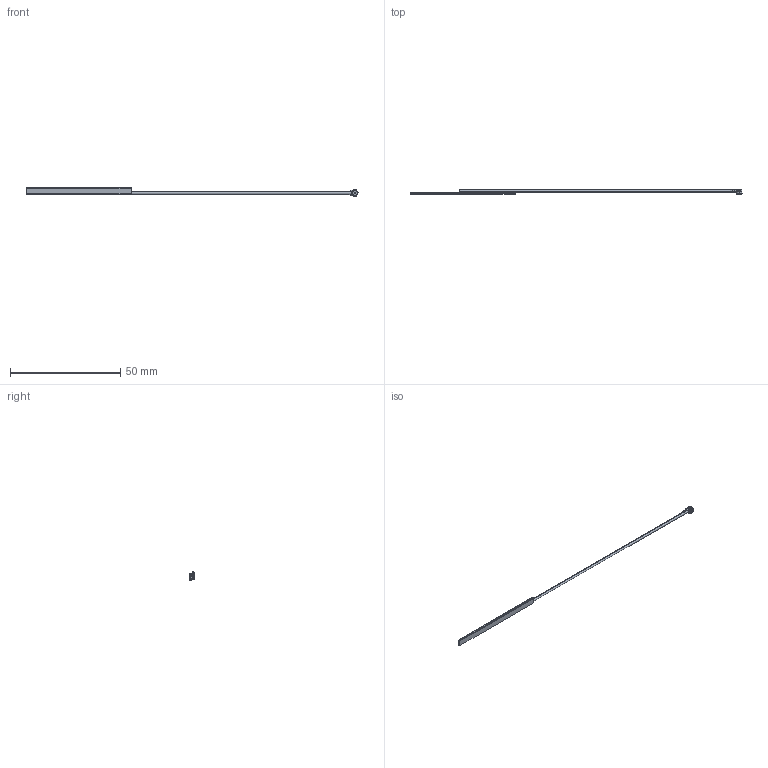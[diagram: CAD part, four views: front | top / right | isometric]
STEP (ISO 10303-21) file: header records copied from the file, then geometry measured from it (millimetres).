
FILE_DESCRIPTION (( 'STEP AP214' ), '1' );
FILE_NAME ('PE51204.step', '2020-06-18T14:22:16', ( '' ), ( '' ), 'SwSTEP 2.0', 'SolidWorks 2018', '' );
FILE_SCHEMA (( 'AUTOMOTIVE_DESIGN' ));
Length unit declared in the file: millimetre
Products named in the file (3): HG2402PUL-100IPEX_PCB W-CABLE; UFL_connector; PE51204
Assembly tree (2 placements, depth 2):
  PE51204
    HG2402PUL-100IPEX_PCB W-CABLE
    UFL_connector
Bounding box: 150.83 x 2.09 x 3.88 mm (x, y, z)
Volume: 256 mm3; surface area: 1053.2 mm2
Topology: 5 solids, 5 shells, 95 faces, 238 edges, 158 vertices
Faces by surface type: plane 63, cylinder 30, torus 2
Entity records: 3729 total; most frequent: CARTESIAN_POINT 582, DIRECTION 484, ORIENTED_EDGE 476, EDGE_CURVE 238, AXIS2_PLACEMENT_3D 166, VERTEX_POINT 158, VECTOR 152, LINE 152
